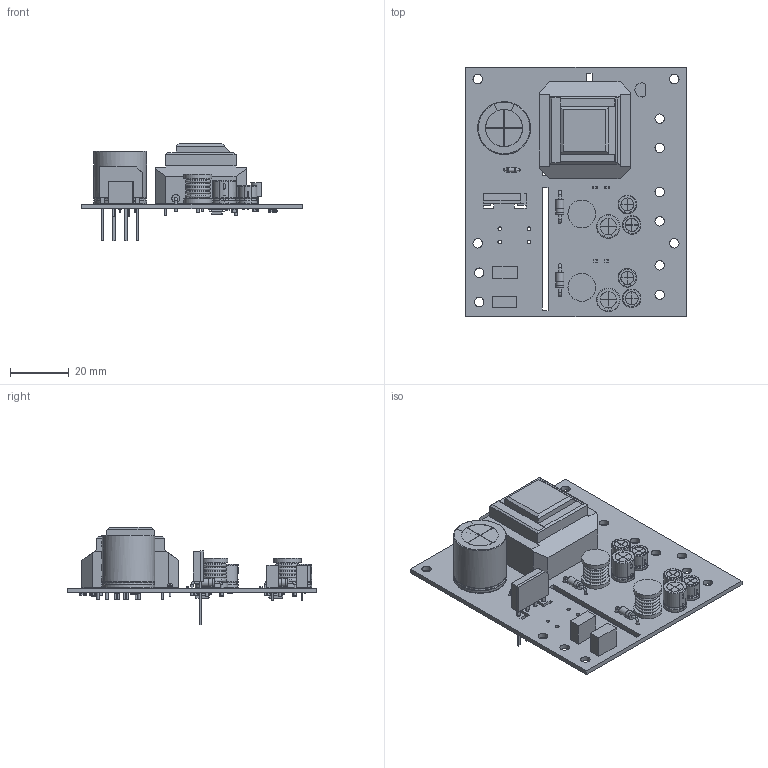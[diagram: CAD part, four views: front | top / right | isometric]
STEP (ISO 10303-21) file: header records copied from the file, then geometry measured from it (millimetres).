
FILE_DESCRIPTION(('KiCad electronic assembly'),'2;1');
FILE_NAME('supplybox.step','2020-11-14T00:01:33',('An Author'),( 'A Company'),'Open CASCADE STEP processor 7.4', 'KiCad to STEP converter','Unknown');
FILE_SCHEMA(('AUTOMOTIVE_DESIGN { 1 0 10303 214 1 1 1 1 }'));
Length unit declared in the file: millimetre
Products named in the file (36): Open CASCADE STEP translator 7.4 1; R_Axial_DIN0204_L3.6mm_D1.6mm_P5.08mm_Horizontal; SOLID; R_0805_2012Metric; SOIC-8_3.9x4.9mm_P1.27mm; EPMXX10SJ; COMPOUND; R_0603_1608Metric; L_0805_2012Metric; L_Radial_D9.5mm_P5.00mm_Fastron_07HVP; Fuse_0805_2012Metric; RST100; D_DO-41_SOD81_P10.16mm_Horizontal; TO-92; D_SOT-23; KBP20XXG; CP_Radial_D6.3mm_P2.50mm; CP_Radial_D8.0mm_P3.50mm; C_0603_1608Metric; CP_Radial_D18.0mm_P7.50mm
Assembly tree (52 placements, depth 3):
  Open CASCADE STEP translator 7.4 1
    R_Axial_DIN0204_L3.6mm_D1.6mm_P5.08mm_Horizontal
      SOLID
    R_0805_2012Metric  x2
      SOLID
    SOIC-8_3.9x4.9mm_P1.27mm  x2
      SOLID
    EPMXX10SJ
      COMPOUND
    R_0603_1608Metric  x5
      SOLID
    L_0805_2012Metric  x2
      SOLID
    L_Radial_D9.5mm_P5.00mm_Fastron_07HVP  x2
      SOLID
    Fuse_0805_2012Metric
      SOLID
    RST100  x2
      COMPOUND
    D_DO-41_SOD81_P10.16mm_Horizontal  x2
      SOLID
    TO-92
      SOLID
    D_SOT-23
      SOLID
    KBP20XXG
      COMPOUND
    CP_Radial_D6.3mm_P2.50mm  x4
      SOLID
    CP_Radial_D8.0mm_P3.50mm  x2
      SOLID
    C_0603_1608Metric  x4
      SOLID
    CP_Radial_D18.0mm_P7.50mm
      SOLID
    COMPOUND
Bounding box: 75 x 85 x 33.25 mm (x, y, z)
Volume: 33929.6 mm3; surface area: 24123.5 mm2
Topology: 53 solids, 60 shells, 1467 faces, 3568 edges, 2287 vertices
Faces by surface type: plane 842, cylinder 433, bspline 128, torus 32, revolution 32
Full cylindrical faces by diameter (mm): 0.5 x14, 0.6 x6, 0.7 x2, 0.75 x3, 0.8 x34, 0.9 x2, 1 x8, 1.1 x4, 1.2 x16, 1.3 x4, 1.44 x1, 1.6 x2, 1.9 x4, 2.7 x4, 2.72 x2, 3 x2, 3.2 x12, 7.6 x12, 9.5 x4
Entity records: 60686 total; most frequent: CARTESIAN_POINT 15600, DIRECTION 7454, LINE 4557, VECTOR 4557, ORIENTED_EDGE 3994, PCURVE 3994, DEFINITIONAL_REPRESENTATION 3994, EDGE_CURVE 1997
